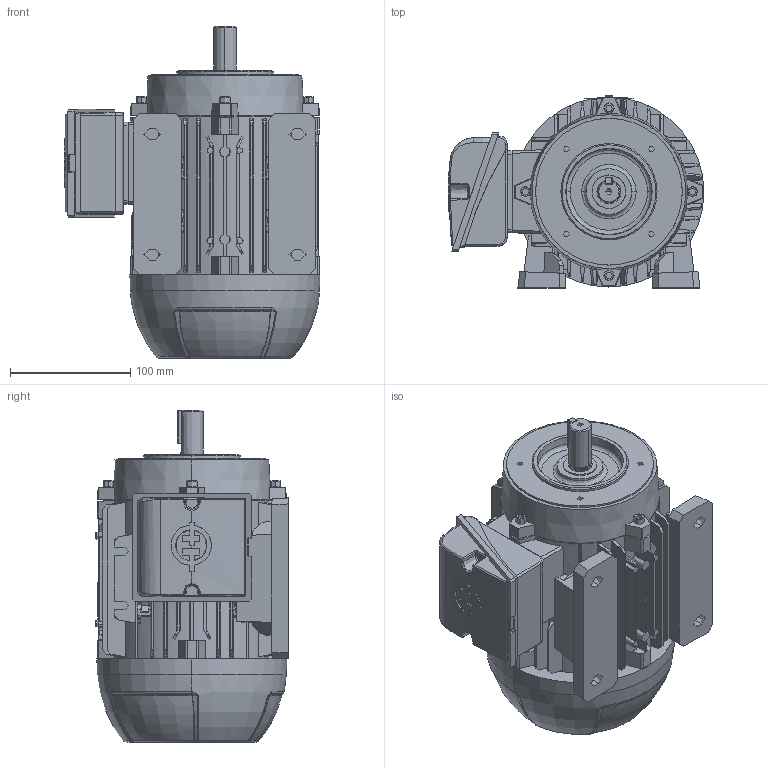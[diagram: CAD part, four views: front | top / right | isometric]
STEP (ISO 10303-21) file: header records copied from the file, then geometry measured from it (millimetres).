
FILE_DESCRIPTION (( 'STEP AP203' ), '1' );
FILE_NAME ('IEC80 B3D.STEP', '2021-11-04T19:30:29', ( '' ), ( '' ), 'SwSTEP 2.0', 'SolidWorks 2018', '' );
FILE_SCHEMA (( 'CONFIG_CONTROL_DESIGN' ));
Length unit declared in the file: millimetre
Products named in the file (31): 105033022; 105011241; 105007077; 500014959_10.5007.078; IEC80  B3D; Parafuso Altracs M5; 105006192; 105035111; 105006080; EIXO IEC 80_50.5087.043; 105006192_50.5307.040; 105006080_505007993; 105024-PLACA DE DADOS_10.5024.424; 105032001; 105032001_10.5032.006-6-6x28; 105035111_505007594- C-Din PadrÆo ; Parafuso Altracs M5_10.5011.286 x 22; 500014959; EIXO IEC 80; 500014957B_10.5007.074; 105024-PLACA DE DADOS; 500014957B
Assembly tree (19 placements, depth 2):
  105007077
  IEC80  B3D
    EIXO IEC 80_50.5087.043
    105032001_10.5032.006-6-6x28
    105033022
    105035111_505007594- C-Din PadrÆo 
    Parafuso Altracs M5_10.5011.286 x 22  x4
    500014959_10.5007.078
    105006192_50.5307.040
    105006080_505007993  x2
    500014957B_10.5007.074
    105007077
    105024-PLACA DE DADOS_10.5024.424
    105011241  x2
  Parafuso Altracs M5
  105006192
  105035111
Bounding box: 212.79 x 159.85 x 276 mm (x, y, z)
Volume: 4163838.6 mm3; surface area: 406286.8 mm2
Topology: 19 solids, 19 shells, 2042 faces, 5367 edges, 3445 vertices
Faces by surface type: plane 975, cylinder 468, bspline 267, cone 202, torus 78, sphere 52
Entity records: 70128 total; most frequent: CARTESIAN_POINT 24480, ORIENTED_EDGE 9822, DIRECTION 7789, EDGE_CURVE 4911, VERTEX_POINT 3170, LINE 2601, VECTOR 2601, AXIS2_PLACEMENT_3D 2594
